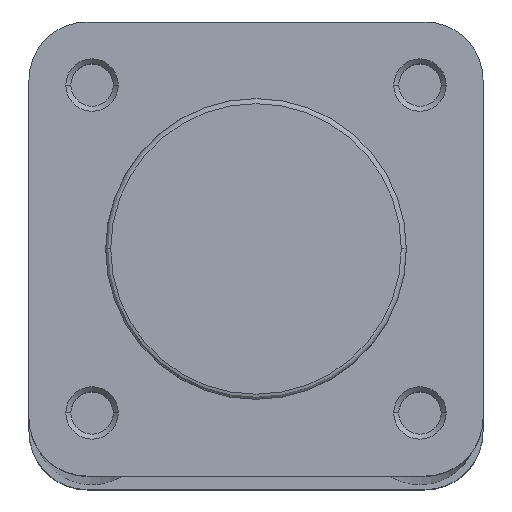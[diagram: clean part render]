
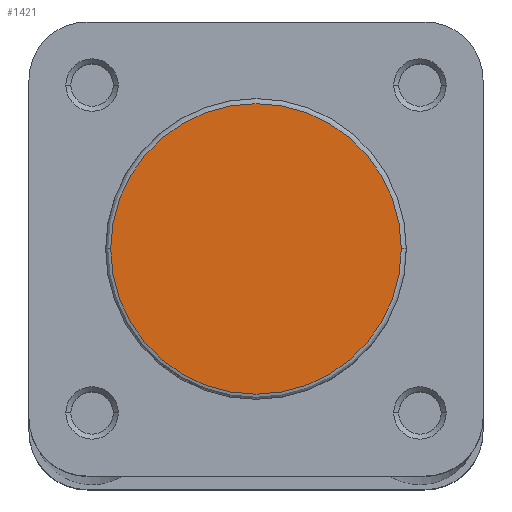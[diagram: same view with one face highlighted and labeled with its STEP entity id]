
A CAD part, top view. The second image highlights one B-rep face of the part: STEP entity #1421.
In plain terms, the highlighted planar face has unit normal (0, 0, 1).
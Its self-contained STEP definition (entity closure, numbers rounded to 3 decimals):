
#349 = VERTEX_POINT ( 'NONE', #4051 ) ;
#477 = EDGE_CURVE ( 'NONE', #349, #536, #2948, .T. ) ;
#536 = VERTEX_POINT ( 'NONE', #4432 ) ;
#629 = EDGE_CURVE ( 'NONE', #536, #349, #3119, .T. ) ;
#1421 = ADVANCED_FACE ( 'NONE', ( #3586 ), #5272, .F. ) ;
#1611 = ORIENTED_EDGE ( 'NONE', *, *, #629, .T. ) ;
#2095 = AXIS2_PLACEMENT_3D ( 'NONE', #4309, #4310, #4311 ) ;
#2149 = AXIS2_PLACEMENT_3D ( 'NONE', #4639, #4642, #4643 ) ;
#2327 = AXIS2_PLACEMENT_3D ( 'NONE', #5271, #5274, #5275 ) ;
#2948 = CIRCLE ( 'NONE', #2095, 14.4 ) ;
#3119 = CIRCLE ( 'NONE', #2149, 14.4 ) ;
#3586 = FACE_OUTER_BOUND ( 'NONE', #3812, .T. ) ;
#3653 = ORIENTED_EDGE ( 'NONE', *, *, #477, .T. ) ;
#3812 = EDGE_LOOP ( 'NONE', ( #1611, #3653 ) ) ;
#4051 = CARTESIAN_POINT ( 'NONE',  ( 14.4, 0., 0. ) ) ;
#4309 = CARTESIAN_POINT ( 'NONE',  ( 0., 0., 0. ) ) ;
#4310 = DIRECTION ( 'NONE',  ( 0., 0., 1. ) ) ;
#4311 = DIRECTION ( 'NONE',  ( -1., 0., 0. ) ) ;
#4432 = CARTESIAN_POINT ( 'NONE',  ( -14.4, 0., 0. ) ) ;
#4639 = CARTESIAN_POINT ( 'NONE',  ( 0., 0., 0. ) ) ;
#4642 = DIRECTION ( 'NONE',  ( 0., 0., 1. ) ) ;
#4643 = DIRECTION ( 'NONE',  ( -1., 0., 0. ) ) ;
#5271 = CARTESIAN_POINT ( 'NONE',  ( 0., 14.9, 0. ) ) ;
#5272 = PLANE ( 'NONE',  #2327 ) ;
#5274 = DIRECTION ( 'NONE',  ( 0., 0., -1. ) ) ;
#5275 = DIRECTION ( 'NONE',  ( -1., 0., 0. ) ) ;
